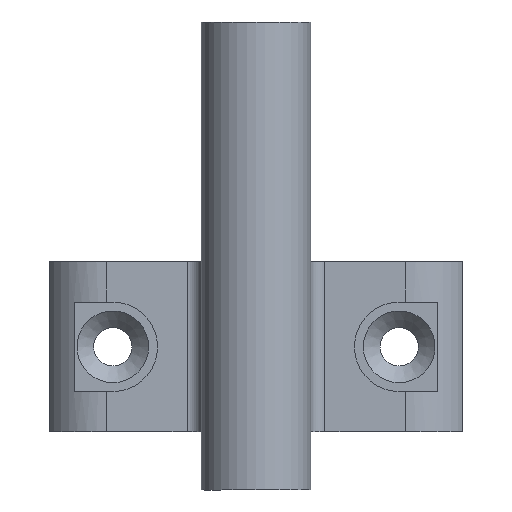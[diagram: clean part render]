
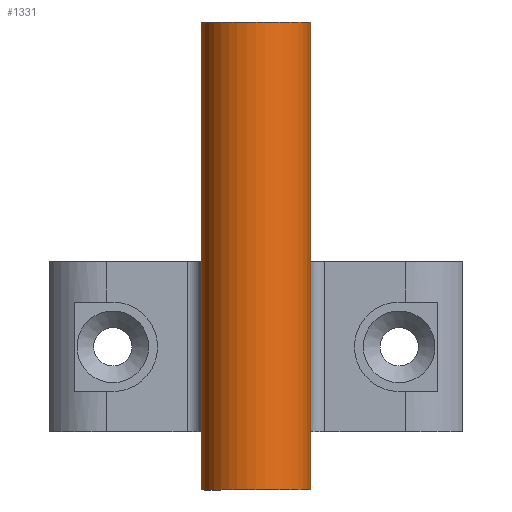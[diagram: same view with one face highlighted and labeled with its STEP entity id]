
A CAD part, left-side view. The second image highlights one B-rep face of the part: STEP entity #1331.
In plain terms, the highlighted cylindrical face has radius 6.1 mm (diameter 12.2 mm), a partial arc.
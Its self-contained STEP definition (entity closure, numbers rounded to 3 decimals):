
#52=CYLINDRICAL_SURFACE('',#1478,6.1);
#116=FACE_OUTER_BOUND('',#187,.T.);
#187=EDGE_LOOP('',(#1136,#1137,#1138,#1139,#1140,#1141,#1142,#1143));
#299=LINE('',#2189,#422);
#301=LINE('',#2195,#424);
#304=LINE('',#2200,#427);
#309=LINE('',#2216,#432);
#312=LINE('',#2223,#435);
#313=LINE('',#2226,#436);
#422=VECTOR('',#1790,10.);
#424=VECTOR('',#1798,10.);
#427=VECTOR('',#1803,10.);
#432=VECTOR('',#1822,10.);
#435=VECTOR('',#1831,10.);
#436=VECTOR('',#1834,10.);
#492=CIRCLE('',#1479,6.1);
#493=CIRCLE('',#1480,6.1);
#598=VERTEX_POINT('',#2175);
#601=VERTEX_POINT('',#2188);
#602=VERTEX_POINT('',#2194);
#603=VERTEX_POINT('',#2198);
#604=VERTEX_POINT('',#2202);
#607=VERTEX_POINT('',#2215);
#608=VERTEX_POINT('',#2221);
#609=VERTEX_POINT('',#2225);
#767=EDGE_CURVE('',#598,#601,#299,.T.);
#770=EDGE_CURVE('',#602,#598,#301,.T.);
#773=EDGE_CURVE('',#601,#603,#304,.T.);
#781=EDGE_CURVE('',#604,#607,#309,.T.);
#785=EDGE_CURVE('',#608,#604,#312,.T.);
#786=EDGE_CURVE('',#607,#609,#313,.T.);
#791=EDGE_CURVE('',#609,#603,#492,.T.);
#792=EDGE_CURVE('',#602,#608,#493,.T.);
#1136=ORIENTED_EDGE('',*,*,#770,.T.);
#1137=ORIENTED_EDGE('',*,*,#767,.T.);
#1138=ORIENTED_EDGE('',*,*,#773,.T.);
#1139=ORIENTED_EDGE('',*,*,#791,.F.);
#1140=ORIENTED_EDGE('',*,*,#786,.F.);
#1141=ORIENTED_EDGE('',*,*,#781,.F.);
#1142=ORIENTED_EDGE('',*,*,#785,.F.);
#1143=ORIENTED_EDGE('',*,*,#792,.F.);
#1331=ADVANCED_FACE('',(#116),#52,.T.);
#1478=AXIS2_PLACEMENT_3D('',#2235,#1845,#1846);
#1479=AXIS2_PLACEMENT_3D('',#2236,#1847,#1848);
#1480=AXIS2_PLACEMENT_3D('',#2237,#1849,#1850);
#1790=DIRECTION('',(0.,0.,-1.));
#1798=DIRECTION('',(0.,0.,-1.));
#1803=DIRECTION('',(0.,0.,-1.));
#1822=DIRECTION('',(0.,0.,-1.));
#1831=DIRECTION('',(0.,0.,-1.));
#1834=DIRECTION('',(0.,0.,-1.));
#1845=DIRECTION('center_axis',(0.,0.,-1.));
#1846=DIRECTION('ref_axis',(1.,0.,0.));
#1847=DIRECTION('center_axis',(0.,0.,-1.));
#1848=DIRECTION('ref_axis',(1.,0.,0.));
#1849=DIRECTION('center_axis',(0.,0.,1.));
#1850=DIRECTION('ref_axis',(1.,0.,0.));
#2175=CARTESIAN_POINT('',(6.1,0.,-26.8));
#2188=CARTESIAN_POINT('',(6.1,0.,-45.8));
#2189=CARTESIAN_POINT('',(6.1,0.,0.));
#2194=CARTESIAN_POINT('',(6.1,0.,0.));
#2195=CARTESIAN_POINT('',(6.1,0.,0.));
#2198=CARTESIAN_POINT('',(6.1,0.,-52.3));
#2200=CARTESIAN_POINT('',(6.1,0.,0.));
#2202=CARTESIAN_POINT('',(-6.1,0.,-26.8));
#2215=CARTESIAN_POINT('',(-6.1,0.,-45.8));
#2216=CARTESIAN_POINT('',(-6.1,0.,0.));
#2221=CARTESIAN_POINT('',(-6.1,0.,0.));
#2223=CARTESIAN_POINT('',(-6.1,0.,0.));
#2225=CARTESIAN_POINT('',(-6.1,0.,-52.3));
#2226=CARTESIAN_POINT('',(-6.1,0.,0.));
#2235=CARTESIAN_POINT('Origin',(0.,0.,0.));
#2236=CARTESIAN_POINT('Origin',(0.,0.,-52.3));
#2237=CARTESIAN_POINT('Origin',(0.,0.,0.));
